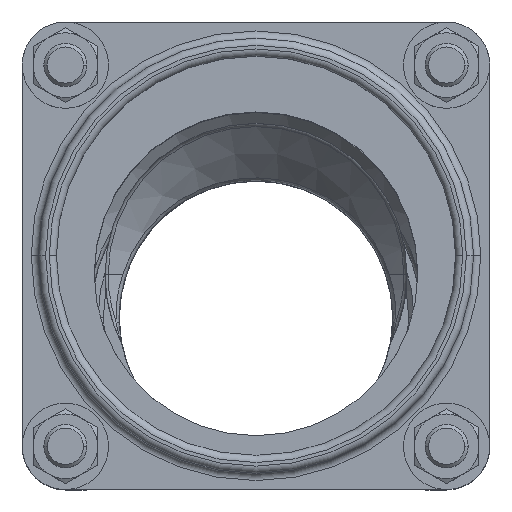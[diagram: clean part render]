
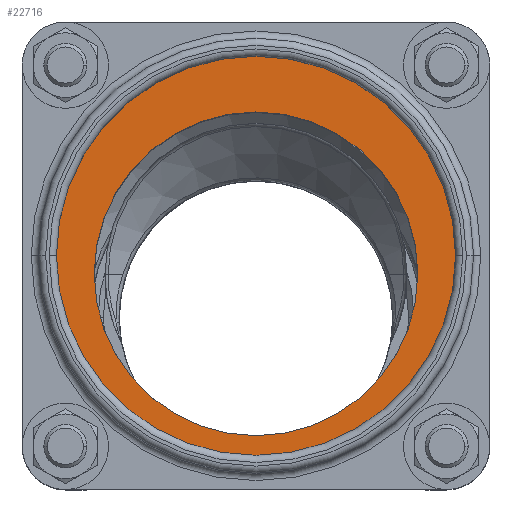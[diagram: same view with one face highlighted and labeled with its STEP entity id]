
A CAD part, top view. The second image highlights one B-rep face of the part: STEP entity #22716.
In plain terms, the highlighted planar face has unit normal (0, 0, 1).
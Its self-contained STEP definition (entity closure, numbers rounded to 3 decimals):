
#829 = CIRCLE ( 'NONE', #28591, 55.5 ) ;
#873 = CIRCLE ( 'NONE', #28573, 45. ) ;
#1032 = CIRCLE ( 'NONE', #28527, 45. ) ;
#1104 = CIRCLE ( 'NONE', #28500, 55.5 ) ;
#7856 = VERTEX_POINT ( 'NONE', #31071 ) ;
#7860 = VERTEX_POINT ( 'NONE', #31067 ) ;
#7861 = VERTEX_POINT ( 'NONE', #31066 ) ;
#7864 = VERTEX_POINT ( 'NONE', #31063 ) ;
#16669 = EDGE_CURVE ( 'NONE', #7864, #7856, #1104, .T. ) ;
#16744 = EDGE_CURVE ( 'NONE', #7861, #7860, #1032, .T. ) ;
#16844 = EDGE_CURVE ( 'NONE', #7860, #7861, #873, .T. ) ;
#16871 = EDGE_CURVE ( 'NONE', #7856, #7864, #829, .T. ) ;
#18590 = ORIENTED_EDGE ( 'NONE', *, *, #16744, .T. ) ;
#18599 = ORIENTED_EDGE ( 'NONE', *, *, #16844, .T. ) ;
#18600 = ORIENTED_EDGE ( 'NONE', *, *, #16669, .T. ) ;
#18601 = ORIENTED_EDGE ( 'NONE', *, *, #16871, .T. ) ;
#19880 = FACE_OUTER_BOUND ( 'NONE', #29974, .T. ) ;
#19908 = FACE_BOUND ( 'NONE', #29977, .T. ) ;
#20419 = CARTESIAN_POINT ( 'NONE',  ( 0., 0., -5. ) ) ;
#20425 = DIRECTION ( 'NONE',  ( 0., 0., 1. ) ) ;
#20426 = DIRECTION ( 'NONE',  ( 1., 0., 0. ) ) ;
#20719 = CARTESIAN_POINT ( 'NONE',  ( 0., -5., -5. ) ) ;
#20720 = DIRECTION ( 'NONE',  ( 0., 0., -1. ) ) ;
#20721 = DIRECTION ( 'NONE',  ( 1., 0., 0. ) ) ;
#21058 = CARTESIAN_POINT ( 'NONE',  ( 0., -5., -5. ) ) ;
#21060 = DIRECTION ( 'NONE',  ( 0., 0., -1. ) ) ;
#21061 = DIRECTION ( 'NONE',  ( 1., 0., 0. ) ) ;
#21188 = CARTESIAN_POINT ( 'NONE',  ( 0., 0., -5. ) ) ;
#21225 = DIRECTION ( 'NONE',  ( 0., 0., 1. ) ) ;
#21226 = DIRECTION ( 'NONE',  ( 1., 0., 0. ) ) ;
#21591 = CARTESIAN_POINT ( 'NONE',  ( 0., 0., -5. ) ) ;
#21592 = PLANE ( 'NONE',  #36585 ) ;
#21601 = DIRECTION ( 'NONE',  ( 0., 0., 1. ) ) ;
#21602 = DIRECTION ( 'NONE',  ( 1., 0., 0. ) ) ;
#22716 = ADVANCED_FACE ( 'NONE', ( #19880, #19908 ), #21592, .T. ) ;
#28500 = AXIS2_PLACEMENT_3D ( 'NONE', #20419, #20425, #20426 ) ;
#28527 = AXIS2_PLACEMENT_3D ( 'NONE', #20719, #20720, #20721 ) ;
#28573 = AXIS2_PLACEMENT_3D ( 'NONE', #21058, #21060, #21061 ) ;
#28591 = AXIS2_PLACEMENT_3D ( 'NONE', #21188, #21225, #21226 ) ;
#29974 = EDGE_LOOP ( 'NONE', ( #18601, #18600 ) ) ;
#29977 = EDGE_LOOP ( 'NONE', ( #18599, #18590 ) ) ;
#31063 = CARTESIAN_POINT ( 'NONE',  ( -55.5, 0., -5. ) ) ;
#31066 = CARTESIAN_POINT ( 'NONE',  ( -45., -5., -5. ) ) ;
#31067 = CARTESIAN_POINT ( 'NONE',  ( 45., -5., -5. ) ) ;
#31071 = CARTESIAN_POINT ( 'NONE',  ( 55.5, 0., -5. ) ) ;
#36585 = AXIS2_PLACEMENT_3D ( 'NONE', #21591, #21601, #21602 ) ;
